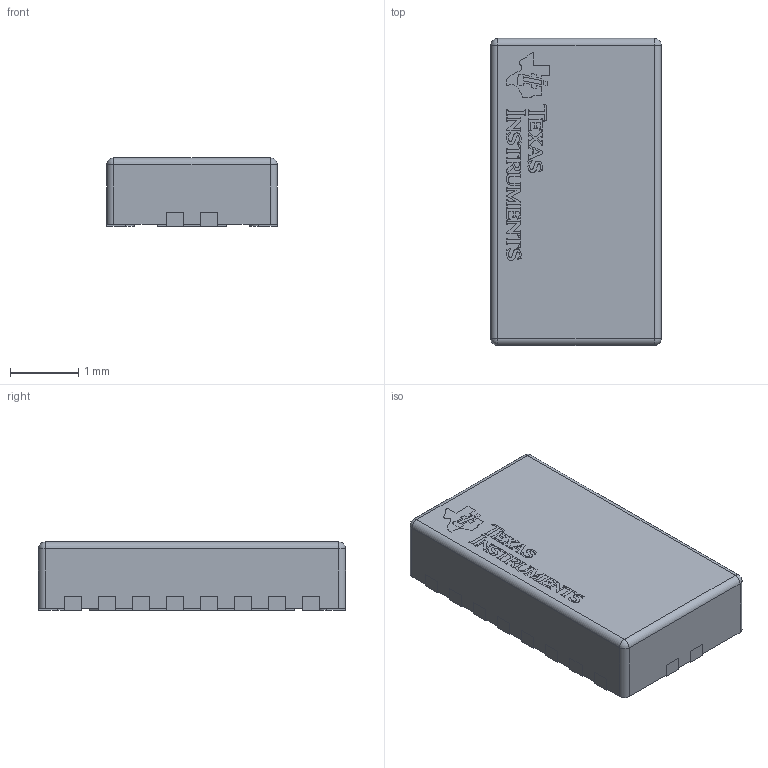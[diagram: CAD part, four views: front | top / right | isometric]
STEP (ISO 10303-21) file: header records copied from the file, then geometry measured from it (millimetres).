
FILE_DESCRIPTION(/* description */ (''),/* implementation_level */ '2;1');
FILE_NAME(/* name */ '1.stp',/* time_stamp */ '2019-12-03T22:31:28+02:00',/* author */ ('k'),/* organization */ (''),/* preprocessor_version */ 'ST-DEVELOPER v15.6',/* originating_system */ 'Autodesk Inventor 2015',/* authorisation */ '');
FILE_SCHEMA (('AUTOMOTIVE_DESIGN { 1 0 10303 214 3 1 1 }'));
Length unit declared in the file: millimetre
Products named in the file (5): BODY-QFN; FRAME-RKS0020A; Texas Logo Yury; Texas Logo Yury - Copy; RKS0020A
Bounding box: 2.5 x 4.5 x 1 mm (x, y, z)
Volume: 11.1 mm3; surface area: 62.2 mm2
Topology: 40 solids, 40 shells, 661 faces, 1722 edges, 1144 vertices
Faces by surface type: plane 443, bspline 166, cylinder 48, sphere 4
Entity records: 21553 total; most frequent: CARTESIAN_POINT 6198, ORIENTED_EDGE 3444, DIRECTION 2494, EDGE_CURVE 1722, LINE 1294, VECTOR 1294, VERTEX_POINT 1144, EDGE_LOOP 668
